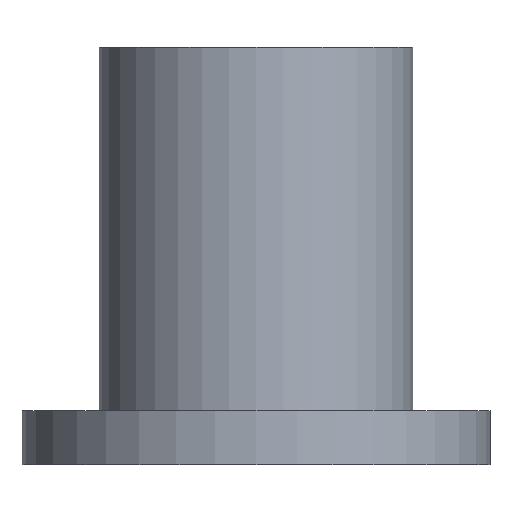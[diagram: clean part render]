
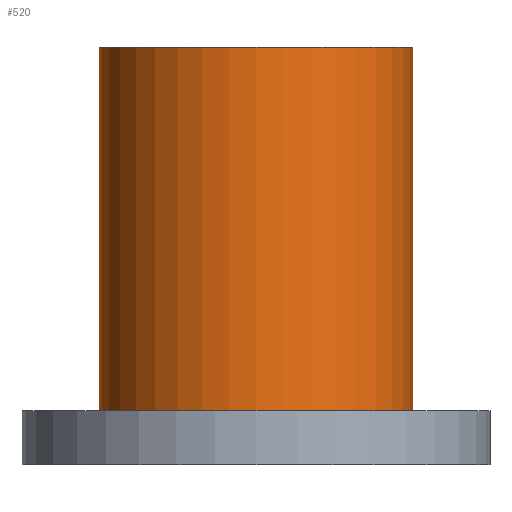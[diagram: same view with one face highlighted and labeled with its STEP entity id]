
A CAD part, front view. The second image highlights one B-rep face of the part: STEP entity #520.
In plain terms, the highlighted cylindrical face has radius 37.5 mm (diameter 75 mm), a partial arc.
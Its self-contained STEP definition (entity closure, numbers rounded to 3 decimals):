
#12 = VERTEX_POINT ( 'NONE', #395 ) ;
#29 = VERTEX_POINT ( 'NONE', #553 ) ;
#51 = VECTOR ( 'NONE', #683, 1000. ) ;
#71 = EDGE_CURVE ( 'NONE', #181, #12, #583, .T. ) ;
#153 = EDGE_LOOP ( 'NONE', ( #723, #662, #734, #804 ) ) ;
#158 = EDGE_CURVE ( 'NONE', #182, #29, #459, .T. ) ;
#166 = DIRECTION ( 'NONE',  ( 0., 0., 1. ) ) ;
#181 = VERTEX_POINT ( 'NONE', #744 ) ;
#182 = VERTEX_POINT ( 'NONE', #261 ) ;
#229 = AXIS2_PLACEMENT_3D ( 'NONE', #634, #552, #907 ) ;
#261 = CARTESIAN_POINT ( 'NONE',  ( -37.5, 0., 50. ) ) ;
#264 = DIRECTION ( 'NONE',  ( 0., 0., 1. ) ) ;
#296 = AXIS2_PLACEMENT_3D ( 'NONE', #616, #818, #822 ) ;
#374 = CARTESIAN_POINT ( 'NONE',  ( 37.5, 0., -37. ) ) ;
#385 = EDGE_CURVE ( 'NONE', #12, #29, #732, .T. ) ;
#386 = CARTESIAN_POINT ( 'NONE',  ( -37.5, 0., -37. ) ) ;
#395 = CARTESIAN_POINT ( 'NONE',  ( 37.5, 0., -37. ) ) ;
#459 = CIRCLE ( 'NONE', #229, 37.5 ) ;
#472 = DIRECTION ( 'NONE',  ( 1., 0., 0. ) ) ;
#519 = EDGE_CURVE ( 'NONE', #181, #182, #739, .T. ) ;
#520 = ADVANCED_FACE ( 'NONE', ( #876 ), #532, .T. ) ;
#532 = CYLINDRICAL_SURFACE ( 'NONE', #754, 37.5 ) ;
#537 = VECTOR ( 'NONE', #166, 1000. ) ;
#552 = DIRECTION ( 'NONE',  ( 0., 0., 1. ) ) ;
#553 = CARTESIAN_POINT ( 'NONE',  ( 37.5, 0., 50. ) ) ;
#583 = CIRCLE ( 'NONE', #296, 37.5 ) ;
#616 = CARTESIAN_POINT ( 'NONE',  ( 0., 0., -37. ) ) ;
#634 = CARTESIAN_POINT ( 'NONE',  ( 0., 0., 50. ) ) ;
#662 = ORIENTED_EDGE ( 'NONE', *, *, #71, .T. ) ;
#683 = DIRECTION ( 'NONE',  ( 0., 0., 1. ) ) ;
#689 = CARTESIAN_POINT ( 'NONE',  ( 0., 0., -37. ) ) ;
#723 = ORIENTED_EDGE ( 'NONE', *, *, #519, .F. ) ;
#732 = LINE ( 'NONE', #374, #537 ) ;
#734 = ORIENTED_EDGE ( 'NONE', *, *, #385, .T. ) ;
#739 = LINE ( 'NONE', #386, #51 ) ;
#744 = CARTESIAN_POINT ( 'NONE',  ( -37.5, 0., -37. ) ) ;
#754 = AXIS2_PLACEMENT_3D ( 'NONE', #689, #264, #472 ) ;
#804 = ORIENTED_EDGE ( 'NONE', *, *, #158, .F. ) ;
#818 = DIRECTION ( 'NONE',  ( 0., 0., 1. ) ) ;
#822 = DIRECTION ( 'NONE',  ( 1., 0., 0. ) ) ;
#876 = FACE_OUTER_BOUND ( 'NONE', #153, .T. ) ;
#907 = DIRECTION ( 'NONE',  ( 1., 0., 0. ) ) ;
